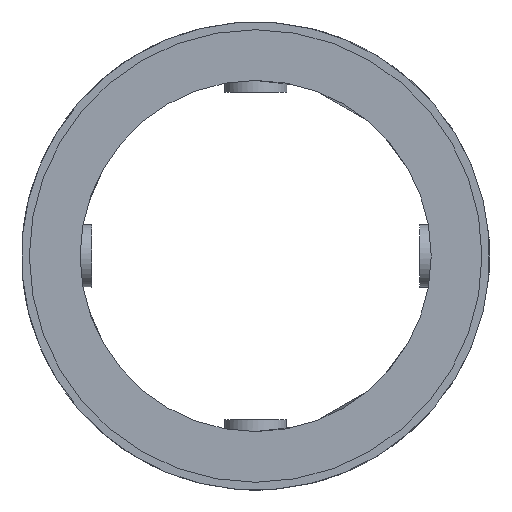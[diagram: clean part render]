
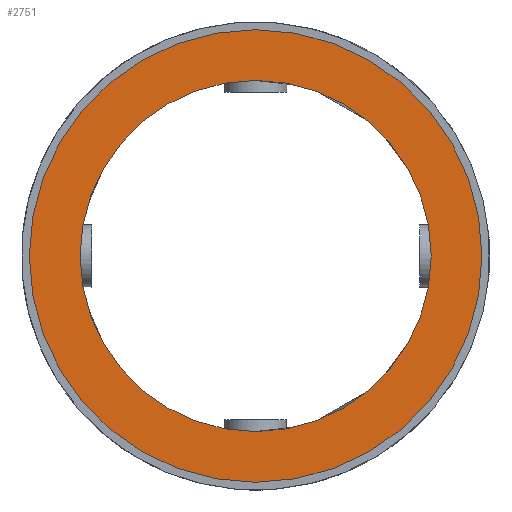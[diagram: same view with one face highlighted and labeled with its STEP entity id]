
A CAD part, front view. The second image highlights one B-rep face of the part: STEP entity #2751.
In plain terms, the highlighted planar face has unit normal (0, -1, 0).
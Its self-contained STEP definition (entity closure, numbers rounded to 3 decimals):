
#127=FACE_BOUND('',#664,.T.);
#241=CIRCLE('',#2857,22.5);
#280=CIRCLE('',#2931,29.);
#452=FACE_OUTER_BOUND('',#663,.T.);
#663=EDGE_LOOP('',(#2440));
#664=EDGE_LOOP('',(#2441));
#1210=VERTEX_POINT('',#4276);
#1309=VERTEX_POINT('',#5221);
#1498=EDGE_CURVE('',#1210,#1210,#241,.T.);
#1623=EDGE_CURVE('',#1309,#1309,#280,.T.);
#2440=ORIENTED_EDGE('',*,*,#1623,.T.);
#2441=ORIENTED_EDGE('',*,*,#1498,.T.);
#2613=PLANE('',#3020);
#2751=ADVANCED_FACE('',(#452,#127),#2613,.T.);
#2857=AXIS2_PLACEMENT_3D('',#4278,#3269,#3270);
#2931=AXIS2_PLACEMENT_3D('',#5223,#3457,#3458);
#3020=AXIS2_PLACEMENT_3D('',#5812,#3689,#3690);
#3269=DIRECTION('center_axis',(0.,1.,0.));
#3270=DIRECTION('ref_axis',(1.,0.,0.));
#3457=DIRECTION('center_axis',(0.,-1.,0.));
#3458=DIRECTION('ref_axis',(-1.,0.,0.));
#3689=DIRECTION('center_axis',(0.,-1.,0.));
#3690=DIRECTION('ref_axis',(0.,0.,-1.));
#4276=CARTESIAN_POINT('',(-22.5,-2.,0.));
#4278=CARTESIAN_POINT('Origin',(0.,-2.,0.));
#5221=CARTESIAN_POINT('',(29.,-2.,0.));
#5223=CARTESIAN_POINT('Origin',(0.,-2.,0.));
#5812=CARTESIAN_POINT('Origin',(0.057,-2.,0.));
